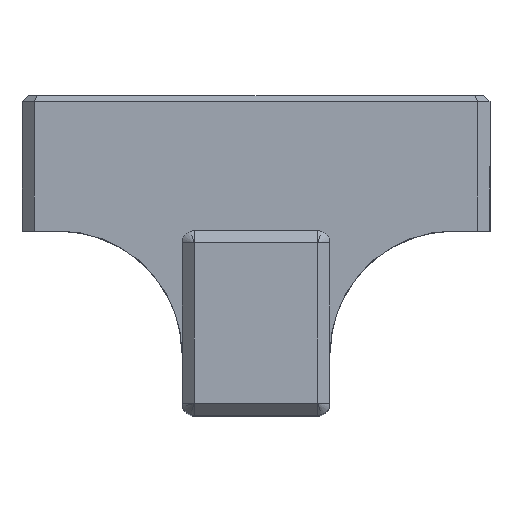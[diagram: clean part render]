
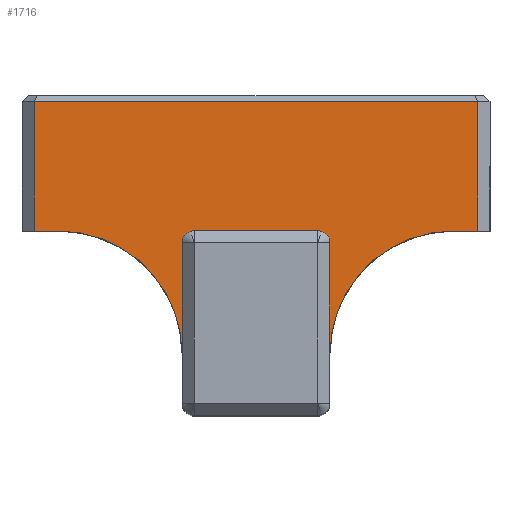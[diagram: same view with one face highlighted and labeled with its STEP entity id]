
A CAD part, top view. The second image highlights one B-rep face of the part: STEP entity #1716.
In plain terms, the highlighted planar face has unit normal (0, 0, 1).
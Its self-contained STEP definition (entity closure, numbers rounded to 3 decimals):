
#10 = VERTEX_POINT ( 'NONE', #928 ) ;
#38 = CARTESIAN_POINT ( 'NONE',  ( 3., -6., 13. ) ) ;
#63 = DIRECTION ( 'NONE',  ( -1., 0., 0. ) ) ;
#74 = CARTESIAN_POINT ( 'NONE',  ( -9.5, -5.5, 13. ) ) ;
#99 = VERTEX_POINT ( 'NONE', #1633 ) ;
#125 = EDGE_CURVE ( 'NONE', #1375, #99, #712, .T. ) ;
#136 = CARTESIAN_POINT ( 'NONE',  ( -2.5, -5.5, 13. ) ) ;
#147 = VECTOR ( 'NONE', #1821, 1000. ) ;
#160 = EDGE_CURVE ( 'NONE', #1375, #1902, #1032, .T. ) ;
#177 = AXIS2_PLACEMENT_3D ( 'NONE', #1938, #1146, #986 ) ;
#235 = DIRECTION ( 'NONE',  ( 0., -1., 0. ) ) ;
#236 = VECTOR ( 'NONE', #815, 1000. ) ;
#243 = LINE ( 'NONE', #1194, #337 ) ;
#258 = VERTEX_POINT ( 'NONE', #136 ) ;
#274 = DIRECTION ( 'NONE',  ( 0., 0., -1. ) ) ;
#280 = CIRCLE ( 'NONE', #626, 0.5 ) ;
#285 = CARTESIAN_POINT ( 'NONE',  ( -9., -0.25, 13. ) ) ;
#337 = VECTOR ( 'NONE', #235, 1000. ) ;
#362 = CARTESIAN_POINT ( 'NONE',  ( 2.5, -6., 13. ) ) ;
#365 = VERTEX_POINT ( 'NONE', #573 ) ;
#387 = LINE ( 'NONE', #458, #1609 ) ;
#396 = LINE ( 'NONE', #494, #1618 ) ;
#408 = EDGE_CURVE ( 'NONE', #1592, #1115, #1947, .T. ) ;
#426 = CARTESIAN_POINT ( 'NONE',  ( -9.5, -5.5, 13. ) ) ;
#454 = ORIENTED_EDGE ( 'NONE', *, *, #125, .T. ) ;
#458 = CARTESIAN_POINT ( 'NONE',  ( -9.5, -5.5, 13. ) ) ;
#478 = CARTESIAN_POINT ( 'NONE',  ( 0., 0., 13. ) ) ;
#494 = CARTESIAN_POINT ( 'NONE',  ( 9., 0., 13. ) ) ;
#524 = DIRECTION ( 'NONE',  ( 1., 0., 0. ) ) ;
#551 = CARTESIAN_POINT ( 'NONE',  ( -9., -5.5, 13. ) ) ;
#563 = ORIENTED_EDGE ( 'NONE', *, *, #1440, .T. ) ;
#573 = CARTESIAN_POINT ( 'NONE',  ( -8., -5.5, 13. ) ) ;
#615 = AXIS2_PLACEMENT_3D ( 'NONE', #1378, #274, #830 ) ;
#618 = DIRECTION ( 'NONE',  ( -1., 0., 0. ) ) ;
#626 = AXIS2_PLACEMENT_3D ( 'NONE', #1639, #688, #1793 ) ;
#644 = DIRECTION ( 'NONE',  ( 1., 0., 0. ) ) ;
#675 = CIRCLE ( 'NONE', #615, 5. ) ;
#688 = DIRECTION ( 'NONE',  ( 0., 0., -1. ) ) ;
#690 = VERTEX_POINT ( 'NONE', #1321 ) ;
#694 = EDGE_CURVE ( 'NONE', #690, #258, #280, .T. ) ;
#712 = CIRCLE ( 'NONE', #177, 5. ) ;
#729 = PLANE ( 'NONE',  #1152 ) ;
#746 = DIRECTION ( 'NONE',  ( -1., 0., 0. ) ) ;
#815 = DIRECTION ( 'NONE',  ( 0., 1., 0. ) ) ;
#825 = DIRECTION ( 'NONE',  ( 0., 1., 0. ) ) ;
#830 = DIRECTION ( 'NONE',  ( 1., 0., 0. ) ) ;
#867 = ORIENTED_EDGE ( 'NONE', *, *, #1202, .F. ) ;
#928 = CARTESIAN_POINT ( 'NONE',  ( 2.5, -5.5, 13. ) ) ;
#986 = DIRECTION ( 'NONE',  ( 1., 0., 0. ) ) ;
#1014 = ORIENTED_EDGE ( 'NONE', *, *, #1265, .T. ) ;
#1032 = LINE ( 'NONE', #1916, #236 ) ;
#1041 = EDGE_CURVE ( 'NONE', #365, #2018, #1954, .T. ) ;
#1054 = LINE ( 'NONE', #74, #1460 ) ;
#1085 = ORIENTED_EDGE ( 'NONE', *, *, #408, .T. ) ;
#1101 = VECTOR ( 'NONE', #746, 1000. ) ;
#1115 = VERTEX_POINT ( 'NONE', #285 ) ;
#1145 = ORIENTED_EDGE ( 'NONE', *, *, #694, .T. ) ;
#1146 = DIRECTION ( 'NONE',  ( 0., 0., -1. ) ) ;
#1152 = AXIS2_PLACEMENT_3D ( 'NONE', #478, #1596, #644 ) ;
#1179 = CARTESIAN_POINT ( 'NONE',  ( -9., -5.5, 13. ) ) ;
#1194 = CARTESIAN_POINT ( 'NONE',  ( -3., -13., 13. ) ) ;
#1200 = CARTESIAN_POINT ( 'NONE',  ( -3., -10.5, 13. ) ) ;
#1202 = EDGE_CURVE ( 'NONE', #10, #258, #387, .T. ) ;
#1251 = EDGE_CURVE ( 'NONE', #690, #1269, #243, .T. ) ;
#1265 = EDGE_CURVE ( 'NONE', #1115, #2018, #1466, .T. ) ;
#1269 = VERTEX_POINT ( 'NONE', #1200 ) ;
#1321 = CARTESIAN_POINT ( 'NONE',  ( -3., -6., 13. ) ) ;
#1344 = CARTESIAN_POINT ( 'NONE',  ( 3., -10.5, 13. ) ) ;
#1359 = ORIENTED_EDGE ( 'NONE', *, *, #1939, .T. ) ;
#1375 = VERTEX_POINT ( 'NONE', #1344 ) ;
#1378 = CARTESIAN_POINT ( 'NONE',  ( -8., -10.5, 13. ) ) ;
#1407 = FACE_OUTER_BOUND ( 'NONE', #2000, .T. ) ;
#1440 = EDGE_CURVE ( 'NONE', #10, #1902, #1626, .T. ) ;
#1460 = VECTOR ( 'NONE', #63, 1000. ) ;
#1466 = LINE ( 'NONE', #551, #147 ) ;
#1480 = DIRECTION ( 'NONE',  ( 0., 0., -1. ) ) ;
#1532 = EDGE_CURVE ( 'NONE', #1897, #99, #1054, .T. ) ;
#1545 = DIRECTION ( 'NONE',  ( -1., 0., 0. ) ) ;
#1592 = VERTEX_POINT ( 'NONE', #1893 ) ;
#1596 = DIRECTION ( 'NONE',  ( 0., 0., 1. ) ) ;
#1602 = CARTESIAN_POINT ( 'NONE',  ( 9., -5.5, 13. ) ) ;
#1609 = VECTOR ( 'NONE', #618, 1000. ) ;
#1614 = AXIS2_PLACEMENT_3D ( 'NONE', #362, #1480, #524 ) ;
#1618 = VECTOR ( 'NONE', #825, 1000. ) ;
#1626 = CIRCLE ( 'NONE', #1614, 0.5 ) ;
#1633 = CARTESIAN_POINT ( 'NONE',  ( 8., -5.5, 13. ) ) ;
#1639 = CARTESIAN_POINT ( 'NONE',  ( -2.5, -6., 13. ) ) ;
#1692 = CARTESIAN_POINT ( 'NONE',  ( -9., -0.25, 13. ) ) ;
#1716 = ADVANCED_FACE ( 'NONE', ( #1407 ), #729, .T. ) ;
#1732 = VECTOR ( 'NONE', #1545, 1000. ) ;
#1735 = ORIENTED_EDGE ( 'NONE', *, *, #1041, .F. ) ;
#1793 = DIRECTION ( 'NONE',  ( 1., 0., 0. ) ) ;
#1821 = DIRECTION ( 'NONE',  ( 0., -1., 0. ) ) ;
#1829 = ORIENTED_EDGE ( 'NONE', *, *, #1251, .F. ) ;
#1893 = CARTESIAN_POINT ( 'NONE',  ( 9., -0.25, 13. ) ) ;
#1897 = VERTEX_POINT ( 'NONE', #1602 ) ;
#1902 = VERTEX_POINT ( 'NONE', #38 ) ;
#1910 = ORIENTED_EDGE ( 'NONE', *, *, #160, .F. ) ;
#1916 = CARTESIAN_POINT ( 'NONE',  ( 3., -13., 13. ) ) ;
#1928 = ORIENTED_EDGE ( 'NONE', *, *, #1532, .F. ) ;
#1938 = CARTESIAN_POINT ( 'NONE',  ( 8., -10.5, 13. ) ) ;
#1939 = EDGE_CURVE ( 'NONE', #1897, #1592, #396, .T. ) ;
#1947 = LINE ( 'NONE', #1692, #1101 ) ;
#1954 = LINE ( 'NONE', #426, #1732 ) ;
#1996 = ORIENTED_EDGE ( 'NONE', *, *, #2002, .T. ) ;
#2000 = EDGE_LOOP ( 'NONE', ( #1359, #1085, #1014, #1735, #1996, #1829, #1145, #867, #563, #1910, #454, #1928 ) ) ;
#2002 = EDGE_CURVE ( 'NONE', #365, #1269, #675, .T. ) ;
#2018 = VERTEX_POINT ( 'NONE', #1179 ) ;
